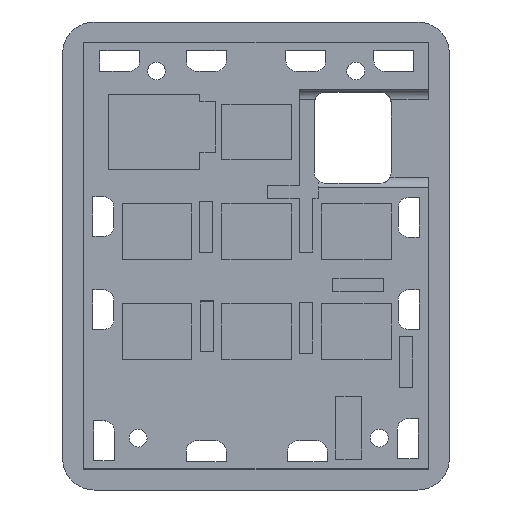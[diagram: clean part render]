
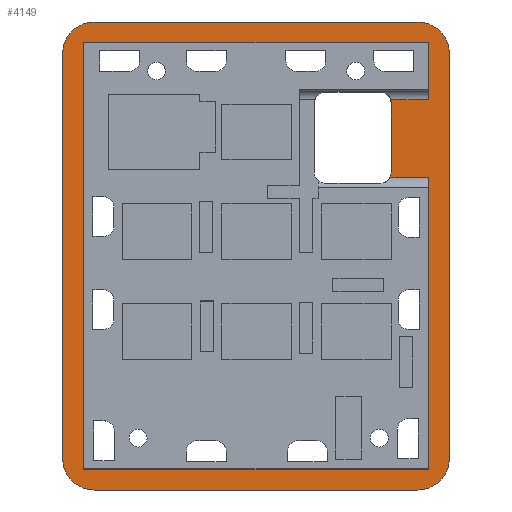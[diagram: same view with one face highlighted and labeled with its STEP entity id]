
A CAD part, top view. The second image highlights one B-rep face of the part: STEP entity #4149.
In plain terms, the highlighted planar face has unit normal (0, 0, 1).
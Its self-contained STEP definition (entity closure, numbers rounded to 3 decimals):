
#36=FACE_BOUND('',#1607,.T.);
#96=PLANE('',#4453);
#249=LINE('',#5765,#761);
#251=LINE('',#5777,#763);
#253=LINE('',#5789,#765);
#255=LINE('',#5798,#767);
#411=LINE('',#6236,#923);
#418=LINE('',#6277,#930);
#429=LINE('',#6303,#941);
#430=LINE('',#6305,#942);
#431=LINE('',#6307,#943);
#432=LINE('',#6309,#944);
#433=LINE('',#6311,#945);
#434=LINE('',#6312,#946);
#761=VECTOR('',#4645,10.);
#763=VECTOR('',#4659,10.);
#765=VECTOR('',#4673,10.);
#767=VECTOR('',#4685,10.);
#923=VECTOR('',#5031,10.);
#930=VECTOR('',#5050,10.);
#941=VECTOR('',#5069,10.);
#942=VECTOR('',#5070,10.);
#943=VECTOR('',#5071,10.);
#944=VECTOR('',#5072,10.);
#945=VECTOR('',#5073,10.);
#946=VECTOR('',#5074,10.);
#1369=FACE_OUTER_BOUND('',#1606,.T.);
#1606=EDGE_LOOP('',(#3245,#3246,#3247,#3248,#3249,#3250,#3251,#3252));
#1607=EDGE_LOOP('',(#3253,#3254,#3255,#3256,#3257,#3258,#3259,#3260,#3261,
#3262));
#1806=CIRCLE('',#4329,6.);
#1810=CIRCLE('',#4335,6.);
#1814=CIRCLE('',#4341,6.);
#1818=CIRCLE('',#4347,6.);
#1867=CIRCLE('',#4439,2.);
#1868=CIRCLE('',#4442,2.);
#1887=VERTEX_POINT('',#5753);
#1890=VERTEX_POINT('',#5758);
#1892=VERTEX_POINT('',#5763);
#1894=VERTEX_POINT('',#5770);
#1896=VERTEX_POINT('',#5775);
#1898=VERTEX_POINT('',#5782);
#1900=VERTEX_POINT('',#5787);
#1902=VERTEX_POINT('',#5794);
#2060=VERTEX_POINT('',#6195);
#2061=VERTEX_POINT('',#6209);
#2063=VERTEX_POINT('',#6217);
#2064=VERTEX_POINT('',#6218);
#2073=VERTEX_POINT('',#6276);
#2084=VERTEX_POINT('',#6302);
#2085=VERTEX_POINT('',#6304);
#2086=VERTEX_POINT('',#6306);
#2087=VERTEX_POINT('',#6308);
#2088=VERTEX_POINT('',#6310);
#2290=EDGE_CURVE('',#1890,#1887,#1806,.T.);
#2292=EDGE_CURVE('',#1890,#1892,#249,.T.);
#2296=EDGE_CURVE('',#1894,#1892,#1810,.T.);
#2298=EDGE_CURVE('',#1894,#1896,#251,.T.);
#2302=EDGE_CURVE('',#1898,#1896,#1814,.T.);
#2304=EDGE_CURVE('',#1898,#1900,#253,.T.);
#2308=EDGE_CURVE('',#1902,#1900,#1818,.T.);
#2309=EDGE_CURVE('',#1902,#1887,#255,.T.);
#2510=EDGE_CURVE('',#2060,#2061,#1867,.F.);
#2513=EDGE_CURVE('',#2063,#2064,#1868,.T.);
#2517=EDGE_CURVE('',#2061,#2064,#411,.T.);
#2528=EDGE_CURVE('',#2060,#2073,#418,.F.);
#2541=EDGE_CURVE('',#2073,#2084,#429,.T.);
#2542=EDGE_CURVE('',#2085,#2063,#430,.T.);
#2543=EDGE_CURVE('',#2086,#2085,#431,.T.);
#2544=EDGE_CURVE('',#2087,#2086,#432,.T.);
#2545=EDGE_CURVE('',#2088,#2087,#433,.T.);
#2546=EDGE_CURVE('',#2084,#2088,#434,.T.);
#3245=ORIENTED_EDGE('',*,*,#2296,.F.);
#3246=ORIENTED_EDGE('',*,*,#2298,.T.);
#3247=ORIENTED_EDGE('',*,*,#2302,.F.);
#3248=ORIENTED_EDGE('',*,*,#2304,.T.);
#3249=ORIENTED_EDGE('',*,*,#2308,.F.);
#3250=ORIENTED_EDGE('',*,*,#2309,.T.);
#3251=ORIENTED_EDGE('',*,*,#2290,.F.);
#3252=ORIENTED_EDGE('',*,*,#2292,.T.);
#3253=ORIENTED_EDGE('',*,*,#2541,.F.);
#3254=ORIENTED_EDGE('',*,*,#2528,.F.);
#3255=ORIENTED_EDGE('',*,*,#2510,.T.);
#3256=ORIENTED_EDGE('',*,*,#2517,.T.);
#3257=ORIENTED_EDGE('',*,*,#2513,.F.);
#3258=ORIENTED_EDGE('',*,*,#2542,.F.);
#3259=ORIENTED_EDGE('',*,*,#2543,.F.);
#3260=ORIENTED_EDGE('',*,*,#2544,.F.);
#3261=ORIENTED_EDGE('',*,*,#2545,.F.);
#3262=ORIENTED_EDGE('',*,*,#2546,.F.);
#4149=ADVANCED_FACE('',(#1369,#36),#96,.F.);
#4329=AXIS2_PLACEMENT_3D('',#5760,#4639,#4640);
#4335=AXIS2_PLACEMENT_3D('',#5772,#4653,#4654);
#4341=AXIS2_PLACEMENT_3D('',#5784,#4667,#4668);
#4347=AXIS2_PLACEMENT_3D('',#5796,#4681,#4682);
#4439=AXIS2_PLACEMENT_3D('',#6211,#5017,#5018);
#4442=AXIS2_PLACEMENT_3D('',#6219,#5025,#5026);
#4453=AXIS2_PLACEMENT_3D('',#6301,#5067,#5068);
#4639=DIRECTION('center_axis',(0.,0.,-1.));
#4640=DIRECTION('ref_axis',(0.707,-0.707,0.));
#4645=DIRECTION('',(0.,1.,0.));
#4653=DIRECTION('center_axis',(0.,0.,-1.));
#4654=DIRECTION('ref_axis',(0.707,0.707,0.));
#4659=DIRECTION('',(-1.,0.,0.));
#4667=DIRECTION('center_axis',(0.,0.,-1.));
#4668=DIRECTION('ref_axis',(-0.707,0.707,0.));
#4673=DIRECTION('',(0.,-1.,0.));
#4681=DIRECTION('center_axis',(0.,0.,-1.));
#4682=DIRECTION('ref_axis',(-0.707,-0.707,0.));
#4685=DIRECTION('',(1.,0.,0.));
#5017=DIRECTION('center_axis',(0.,0.,1.));
#5018=DIRECTION('ref_axis',(0.707,0.707,0.));
#5025=DIRECTION('center_axis',(0.,0.,1.));
#5026=DIRECTION('ref_axis',(0.707,-0.707,0.));
#5031=DIRECTION('',(0.,-1.,0.));
#5050=DIRECTION('',(-1.,0.,0.));
#5067=DIRECTION('center_axis',(0.,0.,-1.));
#5068=DIRECTION('ref_axis',(-1.,0.,0.));
#5069=DIRECTION('',(0.,1.,0.));
#5070=DIRECTION('',(-1.,0.,0.));
#5071=DIRECTION('',(0.,1.,0.));
#5072=DIRECTION('',(1.,0.,0.));
#5073=DIRECTION('',(0.,-1.,0.));
#5074=DIRECTION('',(-1.,0.,0.));
#5753=CARTESIAN_POINT('',(74.754,3.,2.));
#5758=CARTESIAN_POINT('',(80.754,9.,2.));
#5760=CARTESIAN_POINT('Origin',(74.754,9.,2.));
#5763=CARTESIAN_POINT('',(80.754,86.248,2.));
#5765=CARTESIAN_POINT('',(80.754,92.248,2.));
#5770=CARTESIAN_POINT('',(74.754,92.248,2.));
#5772=CARTESIAN_POINT('Origin',(74.754,86.248,2.));
#5775=CARTESIAN_POINT('',(13.,92.248,2.));
#5777=CARTESIAN_POINT('',(7.,92.248,2.));
#5782=CARTESIAN_POINT('',(7.,86.248,2.));
#5784=CARTESIAN_POINT('Origin',(13.,86.248,2.));
#5787=CARTESIAN_POINT('',(7.,9.,2.));
#5789=CARTESIAN_POINT('',(7.,3.,2.));
#5794=CARTESIAN_POINT('',(13.,3.,2.));
#5796=CARTESIAN_POINT('Origin',(13.,9.,2.));
#5798=CARTESIAN_POINT('',(80.754,3.,2.));
#6195=CARTESIAN_POINT('',(69.559,77.392,2.));
#6209=CARTESIAN_POINT('',(69.638,76.837,2.));
#6211=CARTESIAN_POINT('Origin',(67.638,76.837,2.));
#6217=CARTESIAN_POINT('',(69.42,62.592,2.));
#6218=CARTESIAN_POINT('',(69.638,63.5,2.));
#6219=CARTESIAN_POINT('Origin',(67.638,63.5,2.));
#6236=CARTESIAN_POINT('',(69.638,65.746,2.));
#6276=CARTESIAN_POINT('',(76.754,77.392,2.));
#6277=CARTESIAN_POINT('',(58.291,77.392,2.));
#6301=CARTESIAN_POINT('Origin',(64.445,69.992,2.));
#6302=CARTESIAN_POINT('',(76.754,88.248,2.));
#6303=CARTESIAN_POINT('',(76.754,27.312,2.));
#6304=CARTESIAN_POINT('',(76.754,62.592,2.));
#6305=CARTESIAN_POINT('',(70.6,62.592,2.));
#6306=CARTESIAN_POINT('',(76.754,7.,2.));
#6307=CARTESIAN_POINT('',(76.754,27.312,2.));
#6308=CARTESIAN_POINT('',(11.,7.,2.));
#6309=CARTESIAN_POINT('',(27.439,7.,2.));
#6310=CARTESIAN_POINT('',(11.,88.248,2.));
#6311=CARTESIAN_POINT('',(11.,67.936,2.));
#6312=CARTESIAN_POINT('',(60.316,88.248,2.));
